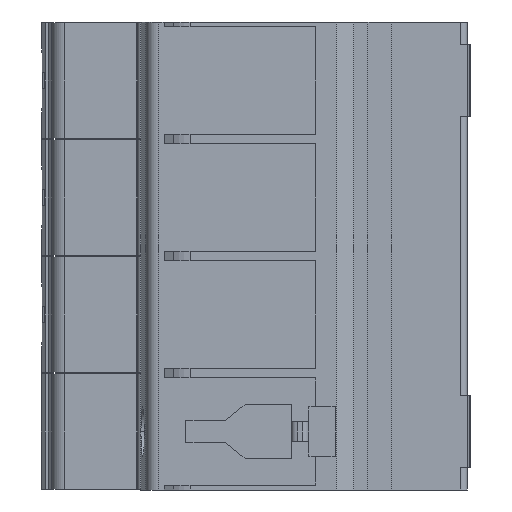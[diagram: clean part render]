
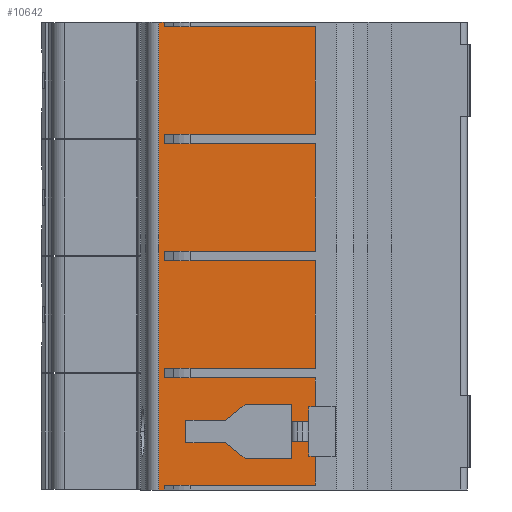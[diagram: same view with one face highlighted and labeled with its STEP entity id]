
A CAD part, front view. The second image highlights one B-rep face of the part: STEP entity #10642.
In plain terms, the highlighted planar face has unit normal (0, -1, 0).
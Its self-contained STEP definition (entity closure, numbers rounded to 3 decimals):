
#1=DIRECTION('',(1.,0.,0.));
#2=VECTOR('',#1,0.85);
#3=CARTESIAN_POINT('',(-40.15,-42.5,-8.9));
#4=LINE('',#3,#2);
#242=DIRECTION('',(0.,0.,-1.));
#243=VECTOR('',#242,0.75);
#244=CARTESIAN_POINT('',(-39.3,-42.5,62.3));
#245=LINE('',#244,#243);
#246=DIRECTION('',(1.,0.,0.));
#247=VECTOR('',#246,23.);
#248=CARTESIAN_POINT('',(-39.3,-42.5,61.55));
#249=LINE('',#248,#247);
#250=DIRECTION('',(-1.,0.,0.));
#251=VECTOR('',#250,23.);
#252=CARTESIAN_POINT('',(-16.3,-42.5,45.25));
#253=LINE('',#252,#251);
#254=DIRECTION('',(1.,0.,0.));
#255=VECTOR('',#254,23.);
#256=CARTESIAN_POINT('',(-39.3,-42.5,43.75));
#257=LINE('',#256,#255);
#258=DIRECTION('',(-1.,0.,0.));
#259=VECTOR('',#258,23.);
#260=CARTESIAN_POINT('',(-16.3,-42.5,27.45));
#261=LINE('',#260,#259);
#262=DIRECTION('',(1.,0.,0.));
#263=VECTOR('',#262,23.);
#264=CARTESIAN_POINT('',(-39.3,-42.5,25.95));
#265=LINE('',#264,#263);
#266=DIRECTION('',(-1.,0.,0.));
#267=VECTOR('',#266,23.);
#268=CARTESIAN_POINT('',(-16.3,-42.5,9.65));
#269=LINE('',#268,#267);
#270=DIRECTION('',(1.,0.,0.));
#271=VECTOR('',#270,23.);
#272=CARTESIAN_POINT('',(-39.3,-42.5,8.15));
#273=LINE('',#272,#271);
#274=DIRECTION('',(-1.,0.,0.));
#275=VECTOR('',#274,1.);
#276=CARTESIAN_POINT('',(-16.3,-42.5,3.75));
#277=LINE('',#276,#275);
#278=DIRECTION('',(0.,0.,-1.));
#279=VECTOR('',#278,2.25);
#280=CARTESIAN_POINT('',(-17.3,-42.5,3.75));
#281=LINE('',#280,#279);
#282=DIRECTION('',(-1.,0.,0.));
#283=VECTOR('',#282,2.7);
#284=CARTESIAN_POINT('',(-17.3,-42.5,1.5));
#285=LINE('',#284,#283);
#286=DIRECTION('',(0.,0.,1.));
#287=VECTOR('',#286,2.6);
#288=CARTESIAN_POINT('',(-20.,-42.5,1.5));
#289=LINE('',#288,#287);
#290=DIRECTION('',(-1.,0.,0.));
#291=VECTOR('',#290,7.);
#292=CARTESIAN_POINT('',(-20.,-42.5,4.1));
#293=LINE('',#292,#291);
#294=DIRECTION('',(-0.781,0.,-0.625));
#295=VECTOR('',#294,3.842);
#296=CARTESIAN_POINT('',(-27.,-42.5,4.1));
#297=LINE('',#296,#295);
#298=DIRECTION('',(-1.,0.,0.));
#299=VECTOR('',#298,6.);
#300=CARTESIAN_POINT('',(-30.,-42.5,1.7));
#301=LINE('',#300,#299);
#302=DIRECTION('',(1.,0.,0.));
#303=VECTOR('',#302,6.);
#304=CARTESIAN_POINT('',(-36.,-42.5,-1.7));
#305=LINE('',#304,#303);
#306=DIRECTION('',(0.781,0.,-0.625));
#307=VECTOR('',#306,3.842);
#308=CARTESIAN_POINT('',(-30.,-42.5,-1.7));
#309=LINE('',#308,#307);
#310=DIRECTION('',(1.,0.,0.));
#311=VECTOR('',#310,7.);
#312=CARTESIAN_POINT('',(-27.,-42.5,-4.1));
#313=LINE('',#312,#311);
#314=DIRECTION('',(0.,0.,1.));
#315=VECTOR('',#314,2.6);
#316=CARTESIAN_POINT('',(-20.,-42.5,-4.1));
#317=LINE('',#316,#315);
#318=DIRECTION('',(1.,0.,0.));
#319=VECTOR('',#318,2.7);
#320=CARTESIAN_POINT('',(-20.,-42.5,-1.5));
#321=LINE('',#320,#319);
#322=DIRECTION('',(0.,0.,-1.));
#323=VECTOR('',#322,2.25);
#324=CARTESIAN_POINT('',(-17.3,-42.5,-1.5));
#325=LINE('',#324,#323);
#326=DIRECTION('',(-1.,0.,0.));
#327=VECTOR('',#326,1.);
#328=CARTESIAN_POINT('',(-16.3,-42.5,-3.75));
#329=LINE('',#328,#327);
#330=DIRECTION('',(-1.,0.,0.));
#331=VECTOR('',#330,23.);
#332=CARTESIAN_POINT('',(-16.3,-42.5,-8.15));
#333=LINE('',#332,#331);
#334=DIRECTION('',(0.,0.,1.));
#335=VECTOR('',#334,0.75);
#336=CARTESIAN_POINT('',(-39.3,-42.5,-8.9));
#337=LINE('',#336,#335);
#342=DIRECTION('',(0.,0.,-1.));
#343=VECTOR('',#342,71.2);
#344=CARTESIAN_POINT('',(-40.15,-42.5,62.3));
#345=LINE('',#344,#343);
#695=DIRECTION('',(0.,0.,1.));
#696=VECTOR('',#695,3.4);
#697=CARTESIAN_POINT('',(-36.,-42.5,-1.7));
#698=LINE('',#697,#696);
#888=DIRECTION('',(0.,0.,1.));
#889=VECTOR('',#888,4.4);
#890=CARTESIAN_POINT('',(-16.3,-42.5,3.75));
#891=LINE('',#890,#889);
#896=DIRECTION('',(0.,0.,1.));
#897=VECTOR('',#896,4.4);
#898=CARTESIAN_POINT('',(-16.3,-42.5,-8.15));
#899=LINE('',#898,#897);
#1858=DIRECTION('',(1.,0.,0.));
#1859=VECTOR('',#1858,0.85);
#1860=CARTESIAN_POINT('',(-40.15,-42.5,62.3));
#1861=LINE('',#1860,#1859);
#2146=DIRECTION('',(0.,0.,1.));
#2147=VECTOR('',#2146,1.5);
#2148=CARTESIAN_POINT('',(-39.3,-42.5,43.75));
#2149=LINE('',#2148,#2147);
#7538=DIRECTION('',(0.,0.,1.));
#7539=VECTOR('',#7538,16.3);
#7540=CARTESIAN_POINT('',(-16.3,-42.5,27.45));
#7541=LINE('',#7540,#7539);
#7562=DIRECTION('',(0.,0.,1.));
#7563=VECTOR('',#7562,1.5);
#7564=CARTESIAN_POINT('',(-39.3,-42.5,25.95));
#7565=LINE('',#7564,#7563);
#7680=DIRECTION('',(0.,0.,1.));
#7681=VECTOR('',#7680,16.3);
#7682=CARTESIAN_POINT('',(-16.3,-42.5,9.65));
#7683=LINE('',#7682,#7681);
#7696=DIRECTION('',(0.,0.,1.));
#7697=VECTOR('',#7696,1.5);
#7698=CARTESIAN_POINT('',(-39.3,-42.5,8.15));
#7699=LINE('',#7698,#7697);
#7812=DIRECTION('',(0.,0.,1.));
#7813=VECTOR('',#7812,16.3);
#7814=CARTESIAN_POINT('',(-16.3,-42.5,45.25));
#7815=LINE('',#7814,#7813);
#8049=CARTESIAN_POINT('',(-40.15,-42.5,-8.9));
#8050=VERTEX_POINT('',#8049);
#8255=CARTESIAN_POINT('',(-16.3,-42.5,-3.75));
#8256=CARTESIAN_POINT('',(-17.3,-42.5,-3.75));
#8257=VERTEX_POINT('',#8255);
#8258=VERTEX_POINT('',#8256);
#8259=CARTESIAN_POINT('',(-16.3,-42.5,3.75));
#8260=CARTESIAN_POINT('',(-17.3,-42.5,3.75));
#8261=VERTEX_POINT('',#8259);
#8262=VERTEX_POINT('',#8260);
#8263=CARTESIAN_POINT('',(-17.3,-42.5,1.5));
#8264=VERTEX_POINT('',#8263);
#8265=CARTESIAN_POINT('',(-20.,-42.5,1.5));
#8266=VERTEX_POINT('',#8265);
#8267=CARTESIAN_POINT('',(-20.,-42.5,4.1));
#8268=VERTEX_POINT('',#8267);
#8269=CARTESIAN_POINT('',(-20.,-42.5,-4.1));
#8270=CARTESIAN_POINT('',(-20.,-42.5,-1.5));
#8271=VERTEX_POINT('',#8269);
#8272=VERTEX_POINT('',#8270);
#8273=CARTESIAN_POINT('',(-17.3,-42.5,-1.5));
#8274=VERTEX_POINT('',#8273);
#8291=CARTESIAN_POINT('',(-27.,-42.5,4.1));
#8292=VERTEX_POINT('',#8291);
#8293=CARTESIAN_POINT('',(-27.,-42.5,-4.1));
#8294=VERTEX_POINT('',#8293);
#8303=CARTESIAN_POINT('',(-30.,-42.5,1.7));
#8304=VERTEX_POINT('',#8303);
#8305=CARTESIAN_POINT('',(-36.,-42.5,1.7));
#8306=VERTEX_POINT('',#8305);
#8307=CARTESIAN_POINT('',(-36.,-42.5,-1.7));
#8308=CARTESIAN_POINT('',(-30.,-42.5,-1.7));
#8309=VERTEX_POINT('',#8307);
#8310=VERTEX_POINT('',#8308);
#8967=CARTESIAN_POINT('',(-40.15,-42.5,62.3));
#8968=VERTEX_POINT('',#8967);
#10224=CARTESIAN_POINT('',(-39.3,-42.5,8.15));
#10225=CARTESIAN_POINT('',(-16.3,-42.5,8.15));
#10226=VERTEX_POINT('',#10224);
#10227=VERTEX_POINT('',#10225);
#10260=CARTESIAN_POINT('',(-16.3,-42.5,-8.15));
#10261=CARTESIAN_POINT('',(-39.3,-42.5,-8.15));
#10262=VERTEX_POINT('',#10260);
#10263=VERTEX_POINT('',#10261);
#10264=CARTESIAN_POINT('',(-39.3,-42.5,-8.9));
#10265=VERTEX_POINT('',#10264);
#10288=CARTESIAN_POINT('',(-39.3,-42.5,25.95));
#10289=CARTESIAN_POINT('',(-16.3,-42.5,25.95));
#10290=VERTEX_POINT('',#10288);
#10291=VERTEX_POINT('',#10289);
#10314=CARTESIAN_POINT('',(-16.3,-42.5,9.65));
#10315=CARTESIAN_POINT('',(-39.3,-42.5,9.65));
#10316=VERTEX_POINT('',#10314);
#10317=VERTEX_POINT('',#10315);
#10340=CARTESIAN_POINT('',(-39.3,-42.5,43.75));
#10341=CARTESIAN_POINT('',(-16.3,-42.5,43.75));
#10342=VERTEX_POINT('',#10340);
#10343=VERTEX_POINT('',#10341);
#10366=CARTESIAN_POINT('',(-16.3,-42.5,27.45));
#10367=CARTESIAN_POINT('',(-39.3,-42.5,27.45));
#10368=VERTEX_POINT('',#10366);
#10369=VERTEX_POINT('',#10367);
#10402=CARTESIAN_POINT('',(-39.3,-42.5,61.55));
#10403=CARTESIAN_POINT('',(-16.3,-42.5,61.55));
#10404=VERTEX_POINT('',#10402);
#10405=VERTEX_POINT('',#10403);
#10408=CARTESIAN_POINT('',(-39.3,-42.5,62.3));
#10409=VERTEX_POINT('',#10408);
#10430=CARTESIAN_POINT('',(-16.3,-42.5,45.25));
#10431=CARTESIAN_POINT('',(-39.3,-42.5,45.25));
#10432=VERTEX_POINT('',#10430);
#10433=VERTEX_POINT('',#10431);
#10564=CARTESIAN_POINT('',(-40.15,-42.5,-8.9));
#10565=DIRECTION('',(0.,-1.,0.));
#10566=DIRECTION('',(1.,0.,0.));
#10567=AXIS2_PLACEMENT_3D('',#10564,#10565,#10566);
#10568=PLANE('',#10567);
#10570=ORIENTED_EDGE('',*,*,#10569,.F.);
#10572=ORIENTED_EDGE('',*,*,#10571,.T.);
#10574=ORIENTED_EDGE('',*,*,#10573,.T.);
#10576=ORIENTED_EDGE('',*,*,#10575,.T.);
#10578=ORIENTED_EDGE('',*,*,#10577,.F.);
#10580=ORIENTED_EDGE('',*,*,#10579,.T.);
#10582=ORIENTED_EDGE('',*,*,#10581,.F.);
#10584=ORIENTED_EDGE('',*,*,#10583,.T.);
#10586=ORIENTED_EDGE('',*,*,#10585,.F.);
#10588=ORIENTED_EDGE('',*,*,#10587,.T.);
#10590=ORIENTED_EDGE('',*,*,#10589,.F.);
#10592=ORIENTED_EDGE('',*,*,#10591,.T.);
#10594=ORIENTED_EDGE('',*,*,#10593,.F.);
#10596=ORIENTED_EDGE('',*,*,#10595,.T.);
#10598=ORIENTED_EDGE('',*,*,#10597,.F.);
#10600=ORIENTED_EDGE('',*,*,#10599,.T.);
#10602=ORIENTED_EDGE('',*,*,#10601,.F.);
#10604=ORIENTED_EDGE('',*,*,#10603,.T.);
#10606=ORIENTED_EDGE('',*,*,#10605,.T.);
#10608=ORIENTED_EDGE('',*,*,#10607,.T.);
#10610=ORIENTED_EDGE('',*,*,#10609,.T.);
#10612=ORIENTED_EDGE('',*,*,#10611,.T.);
#10614=ORIENTED_EDGE('',*,*,#10613,.T.);
#10616=ORIENTED_EDGE('',*,*,#10615,.T.);
#10618=ORIENTED_EDGE('',*,*,#10617,.F.);
#10620=ORIENTED_EDGE('',*,*,#10619,.T.);
#10622=ORIENTED_EDGE('',*,*,#10621,.T.);
#10624=ORIENTED_EDGE('',*,*,#10623,.T.);
#10626=ORIENTED_EDGE('',*,*,#10625,.T.);
#10628=ORIENTED_EDGE('',*,*,#10627,.T.);
#10630=ORIENTED_EDGE('',*,*,#10629,.T.);
#10632=ORIENTED_EDGE('',*,*,#10631,.F.);
#10634=ORIENTED_EDGE('',*,*,#10633,.F.);
#10636=ORIENTED_EDGE('',*,*,#10635,.T.);
#10638=ORIENTED_EDGE('',*,*,#10637,.F.);
#10639=ORIENTED_EDGE('',*,*,#10441,.F.);
#10640=EDGE_LOOP('',(#10570,#10572,#10574,#10576,#10578,#10580,#10582,#10584,
#10586,#10588,#10590,#10592,#10594,#10596,#10598,#10600,#10602,#10604,#10606,
#10608,#10610,#10612,#10614,#10616,#10618,#10620,#10622,#10624,#10626,#10628,
#10630,#10632,#10634,#10636,#10638,#10639));
#10641=FACE_OUTER_BOUND('',#10640,.F.);
#10642=ADVANCED_FACE('',(#10641),#10568,.T.);
#10441=EDGE_CURVE('',#8050,#10265,#4,.T.);
#10569=EDGE_CURVE('',#8968,#8050,#345,.T.);
#10571=EDGE_CURVE('',#8968,#10409,#1861,.T.);
#10573=EDGE_CURVE('',#10409,#10404,#245,.T.);
#10575=EDGE_CURVE('',#10404,#10405,#249,.T.);
#10577=EDGE_CURVE('',#10432,#10405,#7815,.T.);
#10579=EDGE_CURVE('',#10432,#10433,#253,.T.);
#10581=EDGE_CURVE('',#10342,#10433,#2149,.T.);
#10583=EDGE_CURVE('',#10342,#10343,#257,.T.);
#10585=EDGE_CURVE('',#10368,#10343,#7541,.T.);
#10587=EDGE_CURVE('',#10368,#10369,#261,.T.);
#10589=EDGE_CURVE('',#10290,#10369,#7565,.T.);
#10591=EDGE_CURVE('',#10290,#10291,#265,.T.);
#10593=EDGE_CURVE('',#10316,#10291,#7683,.T.);
#10595=EDGE_CURVE('',#10316,#10317,#269,.T.);
#10597=EDGE_CURVE('',#10226,#10317,#7699,.T.);
#10599=EDGE_CURVE('',#10226,#10227,#273,.T.);
#10601=EDGE_CURVE('',#8261,#10227,#891,.T.);
#10603=EDGE_CURVE('',#8261,#8262,#277,.T.);
#10605=EDGE_CURVE('',#8262,#8264,#281,.T.);
#10607=EDGE_CURVE('',#8264,#8266,#285,.T.);
#10609=EDGE_CURVE('',#8266,#8268,#289,.T.);
#10611=EDGE_CURVE('',#8268,#8292,#293,.T.);
#10613=EDGE_CURVE('',#8292,#8304,#297,.T.);
#10615=EDGE_CURVE('',#8304,#8306,#301,.T.);
#10617=EDGE_CURVE('',#8309,#8306,#698,.T.);
#10619=EDGE_CURVE('',#8309,#8310,#305,.T.);
#10621=EDGE_CURVE('',#8310,#8294,#309,.T.);
#10623=EDGE_CURVE('',#8294,#8271,#313,.T.);
#10625=EDGE_CURVE('',#8271,#8272,#317,.T.);
#10627=EDGE_CURVE('',#8272,#8274,#321,.T.);
#10629=EDGE_CURVE('',#8274,#8258,#325,.T.);
#10631=EDGE_CURVE('',#8257,#8258,#329,.T.);
#10633=EDGE_CURVE('',#10262,#8257,#899,.T.);
#10635=EDGE_CURVE('',#10262,#10263,#333,.T.);
#10637=EDGE_CURVE('',#10265,#10263,#337,.T.);
